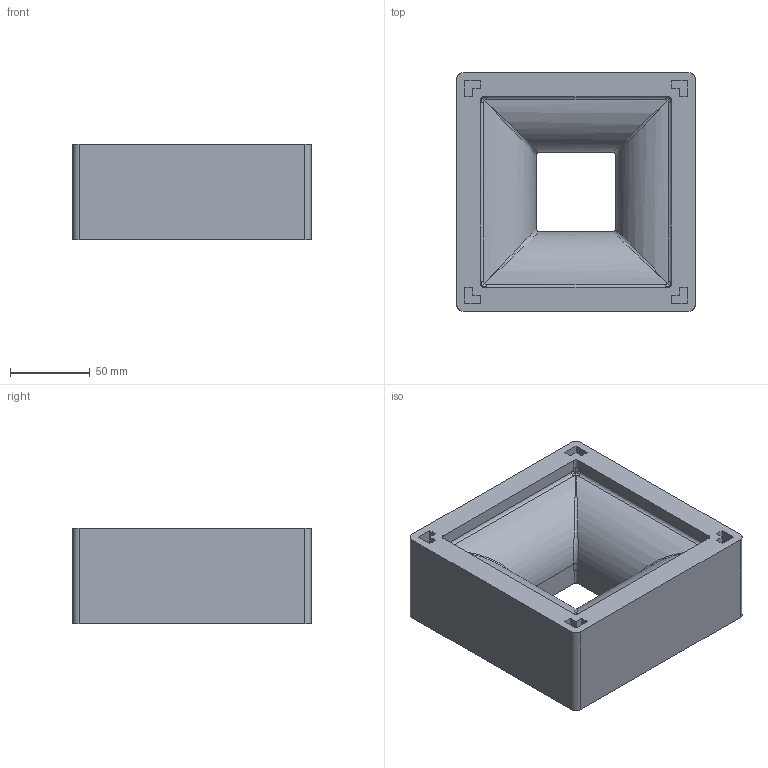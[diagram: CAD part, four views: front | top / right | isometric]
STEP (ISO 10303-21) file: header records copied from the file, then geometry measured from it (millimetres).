
FILE_DESCRIPTION(/* description */ (''),/* implementation_level */ '2;1');
FILE_NAME(/* name */ 'Drip-Through Holder-Bottom Section.step',/* time_stamp */ '2025-10-27T15:44:05-07:00',/* author */ (''),/* organization */ (''),/* preprocessor_version */ 'ST-DEVELOPER v20.1',/* originating_system */ 'Autodesk Translation Framework v14.17.0.0',/* authorisation */ '');
FILE_SCHEMA (('AUTOMOTIVE_DESIGN { 1 0 10303 214 3 1 1 }'));
Length unit declared in the file: millimetre
Products named in the file (1): Umbrella Stand_Drip-Through Holder-Bottom Section
Bounding box: 150 x 150 x 60 mm (x, y, z)
Volume: 924177.9 mm3; surface area: 99448.5 mm2
Topology: 1 solids, 1 shells, 116 faces, 304 edges, 196 vertices
Faces by surface type: plane 56, cylinder 32, bspline 28
Entity records: 8277 total; most frequent: CARTESIAN_POINT 5461, ORIENTED_EDGE 608, DIRECTION 534, EDGE_CURVE 304, VERTEX_POINT 196, AXIS2_PLACEMENT_3D 181, LINE 172, VECTOR 172
